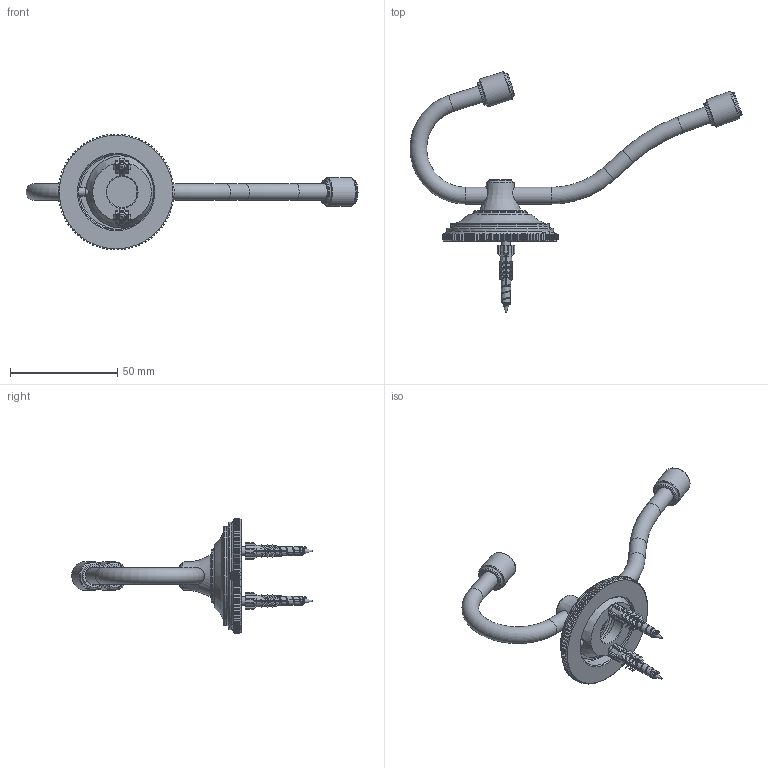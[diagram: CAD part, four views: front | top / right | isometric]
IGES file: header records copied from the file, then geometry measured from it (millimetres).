
Global section: file name: No Iges File Name specified; native system: Autodesk Inventor 2012; preprocessor: AutoDesk Inventor Iges Exporter R2012; author: adaniels; date: 20130319.121922; units: millimetre
Bounding box: 154.67 x 112.13 x 53.99 mm (x, y, z)
Volume: 31732.2 mm3; surface area: 20775.2 mm2
Topology: 10 solids, 10 shells, 1090 faces, 2736 edges, 1666 vertices
Faces by surface type: plane 640, cone 209, cylinder 138, revolution 78, torus 20, bspline 5
Full cylindrical faces by diameter (mm): 3.92 x2, 4 x1, 7.8 x4, 8.2 x2, 11.1 x4, 13.5 x2, 25 x1, 46 x1, 50 x1
